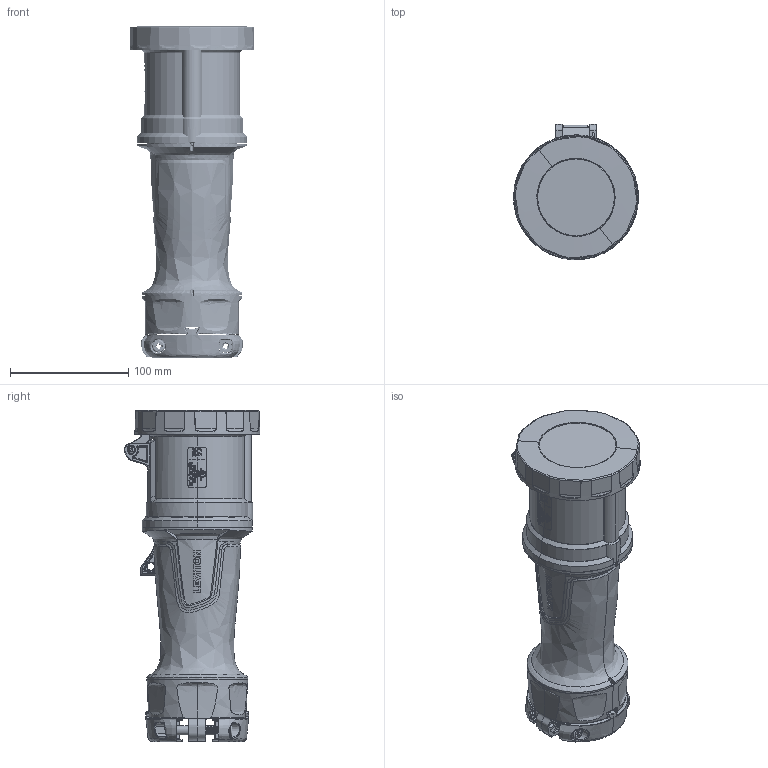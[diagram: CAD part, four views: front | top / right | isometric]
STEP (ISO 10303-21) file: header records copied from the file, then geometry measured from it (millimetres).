
FILE_DESCRIPTION (( 'STEP AP214' ), '1' );
FILE_NAME ('ORB3432-M02.STEP', '2019-03-04T21:08:40', ( '' ), ( '' ), 'SwSTEP 2.0', 'SolidWorks 2017', '' );
FILE_SCHEMA (( 'AUTOMOTIVE_DESIGN' ));
Length unit declared in the file: inch
Products named in the file (1): ORB3432-M02
Bounding box: 105.58 x 114.57 x 279.92 mm (x, y, z)
Surface area: 247906.5 mm2 (no closed solid volume)
Topology: 0 solids, 106 shells, 2633 faces, 11097 edges, 8204 vertices
Faces by surface type: bspline 915, plane 692, cylinder 684, cone 195, torus 131, sphere 16
Entity records: 245252 total; most frequent: CARTESIAN_POINT 136191, ORIENTED_EDGE 15691, DIRECTION 11725, EDGE_CURVE 11047, VERTEX_POINT 8204, AXIS2_PLACEMENT_3D 4035, B_SPLINE_CURVE_WITH_KNOTS 3948, VECTOR 3655
